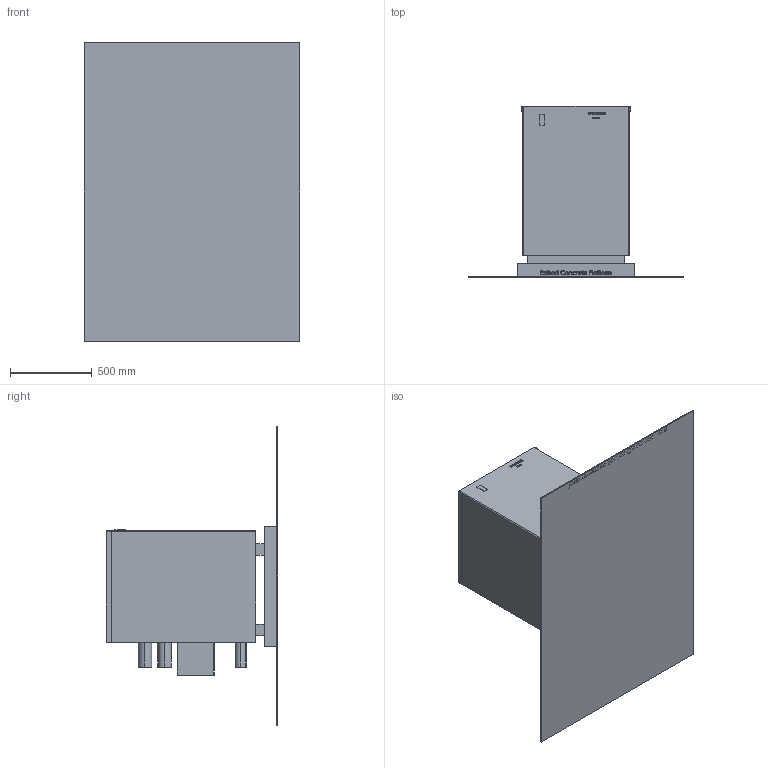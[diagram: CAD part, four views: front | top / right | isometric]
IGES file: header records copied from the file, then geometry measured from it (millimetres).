
Start section: SolidWorks IGES file using analytic representation for surfaces
Global section: file name: NeoTherm Outdoor 285.IGS; native system: SolidWorks 2017; preprocessor: SolidWorks 2017; author: hturner; date: 180815.163331; units: inch
Bounding box: 1320.8 x 1049.25 x 1828.8 mm (x, y, z)
Surface area: 9023738.5 mm2 (no closed solid volume)
Topology: 0 solids, 0 shells, 1495 faces, 21092 edges, 21088 vertices
Faces by surface type: bspline 1458, revolution 37
